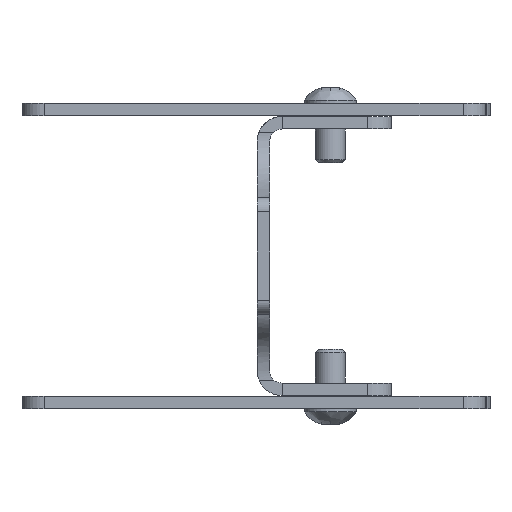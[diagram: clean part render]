
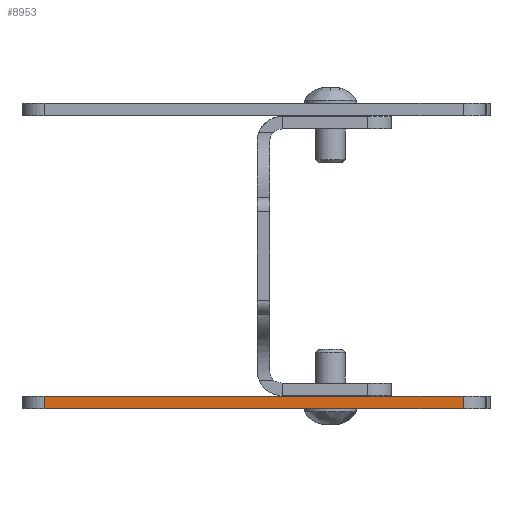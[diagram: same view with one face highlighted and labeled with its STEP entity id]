
A CAD part, front view. The second image highlights one B-rep face of the part: STEP entity #8953.
In plain terms, the highlighted planar face has unit normal (0, -1, 0).
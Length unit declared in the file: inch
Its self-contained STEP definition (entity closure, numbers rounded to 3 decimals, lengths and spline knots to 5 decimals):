
#14=DIRECTION('',(-1.,0.,0.));
#15=VECTOR('',#14,3.52362);
#16=CARTESIAN_POINT('',(-0.22638,0.03937,0.));
#17=LINE('',#16,#15);
#310=DIRECTION('',(-1.,0.,0.));
#311=VECTOR('',#310,3.52362);
#312=CARTESIAN_POINT('',(-0.22638,0.03937,
-0.10433));
#313=LINE('',#312,#311);
#519=DIRECTION('',(0.,0.,1.));
#520=VECTOR('',#519,0.10433);
#521=CARTESIAN_POINT('',(-3.75,0.03937,-0.10433));
#522=LINE('',#521,#520);
#523=DIRECTION('',(0.,0.,1.));
#524=VECTOR('',#523,0.10433);
#525=CARTESIAN_POINT('',(-0.22638,0.03937,
-0.10433));
#526=LINE('',#525,#524);
#6674=CARTESIAN_POINT('',(-3.75,0.03937,0.));
#6675=VERTEX_POINT('',#6674);
#6676=CARTESIAN_POINT('',(-3.75,0.03937,-0.10433));
#6677=VERTEX_POINT('',#6676);
#6678=CARTESIAN_POINT('',(-0.22638,0.03937,0.));
#6680=VERTEX_POINT('',#6678);
#6684=CARTESIAN_POINT('',(-0.22638,0.03937,
-0.10433));
#6685=VERTEX_POINT('',#6684);
#8941=CARTESIAN_POINT('',(-0.03937,0.03937,0.));
#8942=DIRECTION('',(0.,-1.,0.));
#8943=DIRECTION('',(-1.,0.,0.));
#8944=AXIS2_PLACEMENT_3D('',#8941,#8942,#8943);
#8945=PLANE('',#8944);
#8947=ORIENTED_EDGE('',*,*,#8946,.T.);
#8948=ORIENTED_EDGE('',*,*,#8587,.F.);
#8949=ORIENTED_EDGE('',*,*,#8936,.F.);
#8950=ORIENTED_EDGE('',*,*,#8782,.T.);
#8951=EDGE_LOOP('',(#8947,#8948,#8949,#8950));
#8952=FACE_OUTER_BOUND('',#8951,.F.);
#8953=ADVANCED_FACE('',(#8952),#8945,.T.);
#8587=EDGE_CURVE('',#6680,#6675,#17,.T.);
#8782=EDGE_CURVE('',#6685,#6677,#313,.T.);
#8936=EDGE_CURVE('',#6685,#6680,#526,.T.);
#8946=EDGE_CURVE('',#6677,#6675,#522,.T.);
